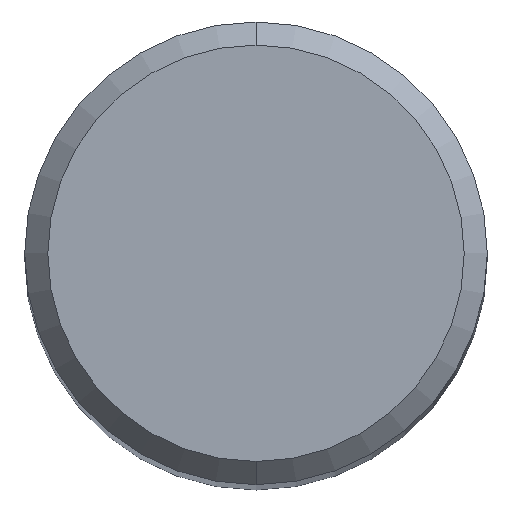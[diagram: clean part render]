
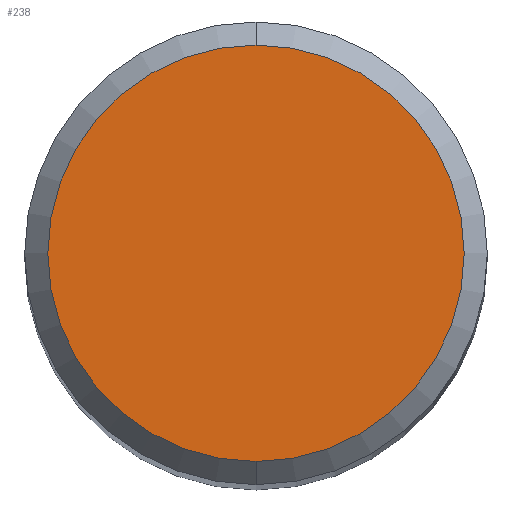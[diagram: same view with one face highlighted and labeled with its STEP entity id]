
A CAD part, top view. The second image highlights one B-rep face of the part: STEP entity #238.
In plain terms, the highlighted planar face has unit normal (0, 0, 1).
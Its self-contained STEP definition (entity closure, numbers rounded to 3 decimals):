
#238=ADVANCED_FACE('',(#549),#550,.T.);
#306=EDGE_CURVE('',#320,#330,#624,.T.);
#320=VERTEX_POINT('',#641);
#330=VERTEX_POINT('',#651);
#392=EDGE_CURVE('',#330,#320,#718,.T.);
#549=FACE_OUTER_BOUND('',#945,.T.);
#550=PLANE('',#946);
#624=CIRCLE('',#1082,3.6);
#641=CARTESIAN_POINT('',(0.,-3.6,0.0));
#651=CARTESIAN_POINT('',(0.0,3.6,0.0));
#718=CIRCLE('',#1303,3.6);
#945=EDGE_LOOP('',(#1539,#1540));
#946=AXIS2_PLACEMENT_3D('',#1541,#1542,#1543);
#1082=AXIS2_PLACEMENT_3D('',#1615,#1616,#1617);
#1303=AXIS2_PLACEMENT_3D('',#1700,#1701,#1702);
#1539=ORIENTED_EDGE('',*,*,#392,.F.);
#1540=ORIENTED_EDGE('',*,*,#306,.F.);
#1541=CARTESIAN_POINT('',(0.0,1.8,0.0));
#1542=DIRECTION('',(-0.0,0.0,1.0));
#1543=DIRECTION('',(0.0,-1.0,0.0));
#1615=CARTESIAN_POINT('',(0.0,0.0,0.0));
#1616=DIRECTION('',(0.0,0.0,-1.0));
#1617=DIRECTION('',(0.0,1.0,0.0));
#1700=CARTESIAN_POINT('',(0.0,0.0,0.0));
#1701=DIRECTION('',(0.0,0.0,-1.0));
#1702=DIRECTION('',(0.0,1.0,0.0));
